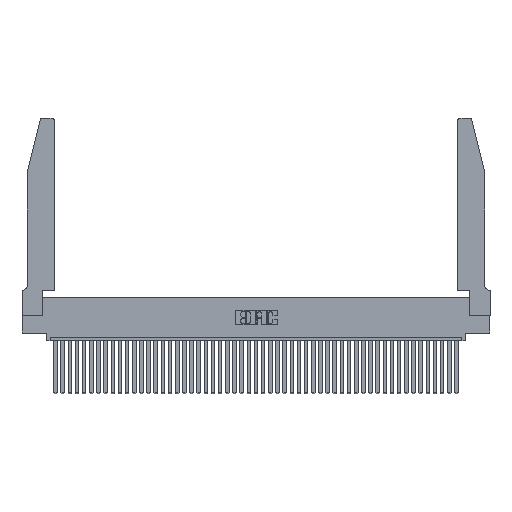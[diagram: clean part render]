
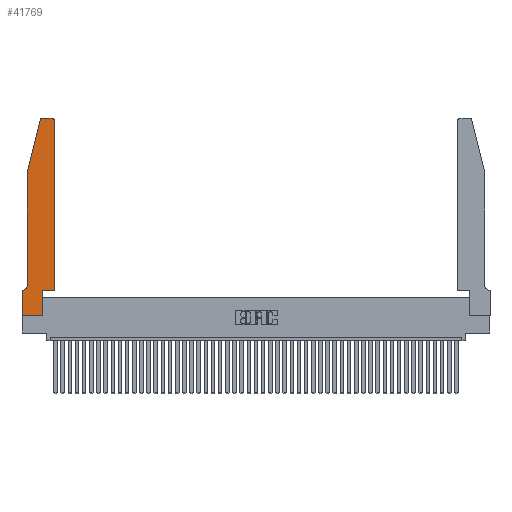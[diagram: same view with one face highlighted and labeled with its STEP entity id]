
A CAD part, top view. The second image highlights one B-rep face of the part: STEP entity #41769.
In plain terms, the highlighted planar face has unit normal (0, 0, 1).
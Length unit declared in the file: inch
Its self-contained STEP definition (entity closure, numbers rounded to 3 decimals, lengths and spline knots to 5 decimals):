
#418 = ORIENTED_EDGE ( 'NONE', *, *, #6990, .T. ) ;
#431 = EDGE_LOOP ( 'NONE', ( #14657, #7375, #3921, #418, #26432, #4232, #19494, #30712, #45366, #5253, #32403, #22339 ) ) ;
#676 = VECTOR ( 'NONE', #8580, 39.37008 ) ;
#828 = AXIS2_PLACEMENT_3D ( 'NONE', #30097, #12033, #19078 ) ;
#1825 = LINE ( 'NONE', #14516, #35441 ) ;
#2308 = VERTEX_POINT ( 'NONE', #9838 ) ;
#2314 = VERTEX_POINT ( 'NONE', #27561 ) ;
#2664 = EDGE_CURVE ( 'NONE', #31729, #10104, #14915, .T. ) ;
#3025 = VERTEX_POINT ( 'NONE', #11938 ) ;
#3921 = ORIENTED_EDGE ( 'NONE', *, *, #41951, .T. ) ;
#4232 = ORIENTED_EDGE ( 'NONE', *, *, #20483, .T. ) ;
#4251 = VERTEX_POINT ( 'NONE', #16530 ) ;
#4342 = CARTESIAN_POINT ( 'NONE',  ( 0.0055, 0.35, 0.37 ) ) ;
#5212 = VERTEX_POINT ( 'NONE', #19926 ) ;
#5253 = ORIENTED_EDGE ( 'NONE', *, *, #2664, .T. ) ;
#6066 = LINE ( 'NONE', #33646, #42388 ) ;
#6377 = DIRECTION ( 'NONE',  ( -1., 0., 0. ) ) ;
#6990 = EDGE_CURVE ( 'NONE', #42844, #22618, #8754, .T. ) ;
#7323 = DIRECTION ( 'NONE',  ( 0., 1., 0. ) ) ;
#7326 = VECTOR ( 'NONE', #13281, 39.37008 ) ;
#7375 = ORIENTED_EDGE ( 'NONE', *, *, #17211, .T. ) ;
#8169 = DIRECTION ( 'NONE',  ( 0., 0., 1. ) ) ;
#8580 = DIRECTION ( 'NONE',  ( -1., 0., 0. ) ) ;
#8597 = LINE ( 'NONE', #42986, #31297 ) ;
#8754 = LINE ( 'NONE', #38805, #19214 ) ;
#9127 = DIRECTION ( 'NONE',  ( 0., -1., 0. ) ) ;
#9392 = AXIS2_PLACEMENT_3D ( 'NONE', #43278, #8169, #32706 ) ;
#9769 = EDGE_CURVE ( 'NONE', #17195, #17214, #27250, .T. ) ;
#9796 = DIRECTION ( 'NONE',  ( 1., 0., 0. ) ) ;
#9838 = CARTESIAN_POINT ( 'NONE',  ( 0.284, 2.75, 0.37 ) ) ;
#10104 = VERTEX_POINT ( 'NONE', #19589 ) ;
#10360 = EDGE_CURVE ( 'NONE', #22618, #13342, #20576, .T. ) ;
#11214 = EDGE_CURVE ( 'NONE', #3025, #2308, #24408, .T. ) ;
#11938 = CARTESIAN_POINT ( 'NONE',  ( 0.4205, 2.75, 0.37 ) ) ;
#12033 = DIRECTION ( 'NONE',  ( 0., 0., 1. ) ) ;
#12511 = CARTESIAN_POINT ( 'NONE',  ( 0., 0., 0.37 ) ) ;
#13281 = DIRECTION ( 'NONE',  ( -0.239, -0.971, 0. ) ) ;
#13342 = VERTEX_POINT ( 'NONE', #4342 ) ;
#13954 = AXIS2_PLACEMENT_3D ( 'NONE', #18245, #41317, #6377 ) ;
#14516 = CARTESIAN_POINT ( 'NONE',  ( 0.4505, 0.35, 0.37 ) ) ;
#14657 = ORIENTED_EDGE ( 'NONE', *, *, #11214, .T. ) ;
#14711 = DIRECTION ( 'NONE',  ( -1., 0., 0. ) ) ;
#14853 = CARTESIAN_POINT ( 'NONE',  ( 0.0755, 0.42, 0.37 ) ) ;
#14915 = LINE ( 'NONE', #30233, #29941 ) ;
#15537 = LINE ( 'NONE', #43456, #34368 ) ;
#16530 = CARTESIAN_POINT ( 'NONE',  ( 0.25487, 2.72718, 0.37 ) ) ;
#16685 = LINE ( 'NONE', #27491, #7326 ) ;
#17003 = CIRCLE ( 'NONE', #828, 0.03 ) ;
#17195 = VERTEX_POINT ( 'NONE', #18917 ) ;
#17211 = EDGE_CURVE ( 'NONE', #2308, #4251, #17003, .T. ) ;
#17214 = VERTEX_POINT ( 'NONE', #43747 ) ;
#18245 = CARTESIAN_POINT ( 'NONE',  ( 0.0055, 0.42, 0.37 ) ) ;
#18454 = PLANE ( 'NONE',  #9392 ) ;
#18813 = EDGE_CURVE ( 'NONE', #2314, #3025, #39380, .T. ) ;
#18917 = CARTESIAN_POINT ( 'NONE',  ( 0., 0.35, 0.37 ) ) ;
#19078 = DIRECTION ( 'NONE',  ( 1., 0., 0. ) ) ;
#19214 = VECTOR ( 'NONE', #24762, 39.37008 ) ;
#19494 = ORIENTED_EDGE ( 'NONE', *, *, #9769, .T. ) ;
#19589 = CARTESIAN_POINT ( 'NONE',  ( 0.4505, 0.35, 0.37 ) ) ;
#19727 = DIRECTION ( 'NONE',  ( 1., 0., 0. ) ) ;
#19926 = CARTESIAN_POINT ( 'NONE',  ( 0.2865, 0., 0.37 ) ) ;
#20483 = EDGE_CURVE ( 'NONE', #13342, #17195, #15537, .T. ) ;
#20576 = CIRCLE ( 'NONE', #13954, 0.07 ) ;
#21158 = CARTESIAN_POINT ( 'NONE',  ( 0.0755, 2., 0.37 ) ) ;
#22339 = ORIENTED_EDGE ( 'NONE', *, *, #18813, .T. ) ;
#22426 = CARTESIAN_POINT ( 'NONE',  ( 0.2605, 2.75, 0.37 ) ) ;
#22618 = VERTEX_POINT ( 'NONE', #14853 ) ;
#24408 = LINE ( 'NONE', #22426, #676 ) ;
#24762 = DIRECTION ( 'NONE',  ( 0., -1., 0. ) ) ;
#26432 = ORIENTED_EDGE ( 'NONE', *, *, #10360, .T. ) ;
#27250 = LINE ( 'NONE', #12511, #27830 ) ;
#27491 = CARTESIAN_POINT ( 'NONE',  ( 0.0755, 2., 0.37 ) ) ;
#27561 = CARTESIAN_POINT ( 'NONE',  ( 0.4505, 2.72, 0.37 ) ) ;
#27830 = VECTOR ( 'NONE', #9127, 39.37008 ) ;
#28655 = AXIS2_PLACEMENT_3D ( 'NONE', #30931, #41051, #9796 ) ;
#29941 = VECTOR ( 'NONE', #41124, 39.37008 ) ;
#30097 = CARTESIAN_POINT ( 'NONE',  ( 0.284, 2.72, 0.37 ) ) ;
#30233 = CARTESIAN_POINT ( 'NONE',  ( 0.4505, 0.35, 0.37 ) ) ;
#30712 = ORIENTED_EDGE ( 'NONE', *, *, #38277, .T. ) ;
#30931 = CARTESIAN_POINT ( 'NONE',  ( 0.4205, 2.72, 0.37 ) ) ;
#31238 = DIRECTION ( 'NONE',  ( 0., 1., 0. ) ) ;
#31297 = VECTOR ( 'NONE', #31238, 39.37008 ) ;
#31729 = VERTEX_POINT ( 'NONE', #40547 ) ;
#32403 = ORIENTED_EDGE ( 'NONE', *, *, #36301, .T. ) ;
#32706 = DIRECTION ( 'NONE',  ( 1., 0., 0. ) ) ;
#33646 = CARTESIAN_POINT ( 'NONE',  ( 0., 0., 0.37 ) ) ;
#34368 = VECTOR ( 'NONE', #14711, 39.37008 ) ;
#35441 = VECTOR ( 'NONE', #7323, 39.37008 ) ;
#36301 = EDGE_CURVE ( 'NONE', #10104, #2314, #1825, .T. ) ;
#38277 = EDGE_CURVE ( 'NONE', #17214, #5212, #6066, .T. ) ;
#38790 = FACE_OUTER_BOUND ( 'NONE', #431, .T. ) ;
#38805 = CARTESIAN_POINT ( 'NONE',  ( 0.0755, 2., 0.37 ) ) ;
#39380 = CIRCLE ( 'NONE', #28655, 0.03 ) ;
#39600 = EDGE_CURVE ( 'NONE', #5212, #31729, #8597, .T. ) ;
#40547 = CARTESIAN_POINT ( 'NONE',  ( 0.2865, 0.35, 0.37 ) ) ;
#41051 = DIRECTION ( 'NONE',  ( 0., 0., 1. ) ) ;
#41124 = DIRECTION ( 'NONE',  ( 1., 0., 0. ) ) ;
#41317 = DIRECTION ( 'NONE',  ( 0., 0., -1. ) ) ;
#41769 = ADVANCED_FACE ( 'NONE', ( #38790 ), #18454, .T. ) ;
#41951 = EDGE_CURVE ( 'NONE', #4251, #42844, #16685, .T. ) ;
#42388 = VECTOR ( 'NONE', #19727, 39.37008 ) ;
#42844 = VERTEX_POINT ( 'NONE', #21158 ) ;
#42986 = CARTESIAN_POINT ( 'NONE',  ( 0.2865, 0.35, 0.37 ) ) ;
#43278 = CARTESIAN_POINT ( 'NONE',  ( 0., 0.35, 0.37 ) ) ;
#43456 = CARTESIAN_POINT ( 'NONE',  ( 0.0755, 0.35, 0.37 ) ) ;
#43747 = CARTESIAN_POINT ( 'NONE',  ( 0., 0., 0.37 ) ) ;
#45366 = ORIENTED_EDGE ( 'NONE', *, *, #39600, .T. ) ;
